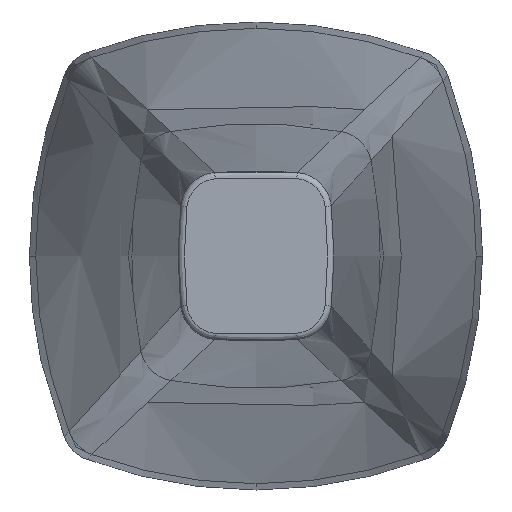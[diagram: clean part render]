
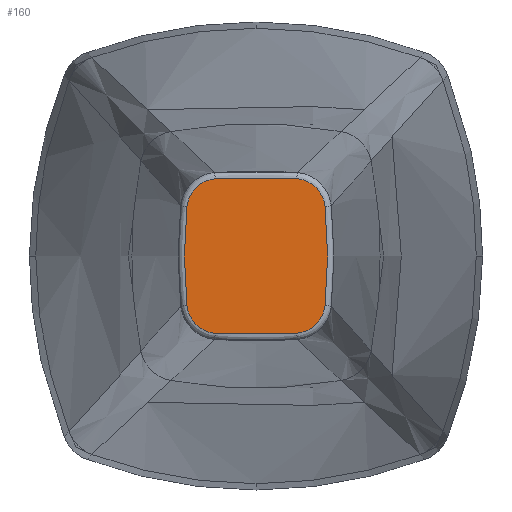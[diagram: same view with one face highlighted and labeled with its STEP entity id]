
A CAD part, front view. The second image highlights one B-rep face of the part: STEP entity #160.
In plain terms, the highlighted planar face has unit normal (0, -1, 0).
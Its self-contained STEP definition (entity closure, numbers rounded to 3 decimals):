
#160=ADVANCED_FACE('',(#204),#202,.F.);
#202=PLANE('',#713);
#204=FACE_OUTER_BOUND('',#246,.T.);
#246=EDGE_LOOP('',(#299,#300,#301,#302,#303,#304,#305,#306));
#299=ORIENTED_EDGE('',*,*,#547,.T.);
#300=ORIENTED_EDGE('',*,*,#548,.T.);
#301=ORIENTED_EDGE('',*,*,#549,.T.);
#302=ORIENTED_EDGE('',*,*,#550,.T.);
#303=ORIENTED_EDGE('',*,*,#551,.T.);
#304=ORIENTED_EDGE('',*,*,#552,.T.);
#305=ORIENTED_EDGE('',*,*,#553,.T.);
#306=ORIENTED_EDGE('',*,*,#554,.T.);
#491=VERTEX_POINT('',#890);
#492=VERTEX_POINT('',#891);
#493=VERTEX_POINT('',#898);
#494=VERTEX_POINT('',#903);
#495=VERTEX_POINT('',#910);
#496=VERTEX_POINT('',#915);
#497=VERTEX_POINT('',#922);
#498=VERTEX_POINT('',#927);
#547=EDGE_CURVE('',#491,#492,#643,.T.);
#548=EDGE_CURVE('',#492,#493,#644,.T.);
#549=EDGE_CURVE('',#493,#494,#645,.T.);
#550=EDGE_CURVE('',#494,#495,#646,.T.);
#551=EDGE_CURVE('',#495,#496,#647,.T.);
#552=EDGE_CURVE('',#496,#497,#648,.T.);
#553=EDGE_CURVE('',#497,#498,#649,.T.);
#554=EDGE_CURVE('',#498,#491,#650,.T.);
#643=B_SPLINE_CURVE_WITH_KNOTS('',3,(#886,#887,#888,#889),.UNSPECIFIED.,
 .F.,.F.,(4,4),(0.,1.),.UNSPECIFIED.);
#644=B_SPLINE_CURVE_WITH_KNOTS('',3,(#892,#893,#894,#895,#896,#897),
 .UNSPECIFIED.,.F.,.F.,(4,2,4),(0.,0.5,1.),.UNSPECIFIED.);
#645=B_SPLINE_CURVE_WITH_KNOTS('',3,(#899,#900,#901,#902),.UNSPECIFIED.,
 .F.,.F.,(4,4),(0.,1.),.UNSPECIFIED.);
#646=B_SPLINE_CURVE_WITH_KNOTS('',3,(#904,#905,#906,#907,#908,#909),
 .UNSPECIFIED.,.F.,.F.,(4,2,4),(0.,0.5,1.),.UNSPECIFIED.);
#647=B_SPLINE_CURVE_WITH_KNOTS('',3,(#911,#912,#913,#914),.UNSPECIFIED.,
 .F.,.F.,(4,4),(0.,1.),.UNSPECIFIED.);
#648=B_SPLINE_CURVE_WITH_KNOTS('',3,(#916,#917,#918,#919,#920,#921),
 .UNSPECIFIED.,.F.,.F.,(4,2,4),(0.,0.5,1.),.UNSPECIFIED.);
#649=B_SPLINE_CURVE_WITH_KNOTS('',3,(#923,#924,#925,#926),.UNSPECIFIED.,
 .F.,.F.,(4,4),(0.,1.),.UNSPECIFIED.);
#650=B_SPLINE_CURVE_WITH_KNOTS('',3,(#928,#929,#930,#931,#932,#933),
 .UNSPECIFIED.,.F.,.F.,(4,2,4),(0.,0.5,1.),.UNSPECIFIED.);
#713=AXIS2_PLACEMENT_3D('',#934,#734,#735);
#734=DIRECTION('',(0.,1.,0.));
#735=DIRECTION('',(-1.,0.,0.));
#886=CARTESIAN_POINT('',(-412.937,-700.558,165.113));
#887=CARTESIAN_POINT('',(-412.379,-700.558,170.405));
#888=CARTESIAN_POINT('',(-412.379,-700.558,175.696));
#889=CARTESIAN_POINT('',(-412.937,-700.558,180.987));
#890=CARTESIAN_POINT('',(-412.937,-700.558,165.113));
#891=CARTESIAN_POINT('',(-412.937,-700.558,180.987));
#892=CARTESIAN_POINT('',(-412.937,-700.558,180.987));
#893=CARTESIAN_POINT('',(-413.058,-700.558,182.142));
#894=CARTESIAN_POINT('',(-413.579,-700.558,183.218));
#895=CARTESIAN_POINT('',(-415.231,-700.558,184.841));
#896=CARTESIAN_POINT('',(-416.321,-700.558,185.344));
#897=CARTESIAN_POINT('',(-417.478,-700.558,185.444));
#898=CARTESIAN_POINT('',(-417.478,-700.558,185.444));
#899=CARTESIAN_POINT('',(-417.478,-700.558,185.444));
#900=CARTESIAN_POINT('',(-421.826,-700.558,185.82));
#901=CARTESIAN_POINT('',(-426.174,-700.558,185.82));
#902=CARTESIAN_POINT('',(-430.522,-700.558,185.444));
#903=CARTESIAN_POINT('',(-430.522,-700.558,185.444));
#904=CARTESIAN_POINT('',(-430.522,-700.558,185.444));
#905=CARTESIAN_POINT('',(-431.679,-700.558,185.344));
#906=CARTESIAN_POINT('',(-432.765,-700.558,184.843));
#907=CARTESIAN_POINT('',(-434.419,-700.558,183.222));
#908=CARTESIAN_POINT('',(-434.942,-700.558,182.142));
#909=CARTESIAN_POINT('',(-435.063,-700.558,180.987));
#910=CARTESIAN_POINT('',(-435.063,-700.558,180.987));
#911=CARTESIAN_POINT('',(-435.063,-700.558,180.987));
#912=CARTESIAN_POINT('',(-435.622,-700.558,175.696));
#913=CARTESIAN_POINT('',(-435.622,-700.558,170.405));
#914=CARTESIAN_POINT('',(-435.063,-700.558,165.113));
#915=CARTESIAN_POINT('',(-435.063,-700.558,165.113));
#916=CARTESIAN_POINT('',(-435.063,-700.558,165.113));
#917=CARTESIAN_POINT('',(-434.942,-700.558,163.959));
#918=CARTESIAN_POINT('',(-434.421,-700.558,162.883));
#919=CARTESIAN_POINT('',(-432.769,-700.558,161.26));
#920=CARTESIAN_POINT('',(-431.679,-700.558,160.757));
#921=CARTESIAN_POINT('',(-430.522,-700.558,160.657));
#922=CARTESIAN_POINT('',(-430.522,-700.558,160.657));
#923=CARTESIAN_POINT('',(-430.522,-700.558,160.657));
#924=CARTESIAN_POINT('',(-426.174,-700.558,160.281));
#925=CARTESIAN_POINT('',(-421.826,-700.558,160.281));
#926=CARTESIAN_POINT('',(-417.478,-700.558,160.657));
#927=CARTESIAN_POINT('',(-417.478,-700.558,160.657));
#928=CARTESIAN_POINT('',(-417.478,-700.558,160.657));
#929=CARTESIAN_POINT('',(-416.321,-700.558,160.757));
#930=CARTESIAN_POINT('',(-415.235,-700.558,161.257));
#931=CARTESIAN_POINT('',(-413.581,-700.558,162.879));
#932=CARTESIAN_POINT('',(-413.058,-700.558,163.959));
#933=CARTESIAN_POINT('',(-412.937,-700.558,165.113));
#934=CARTESIAN_POINT('',(-424.,-700.558,149.641));
